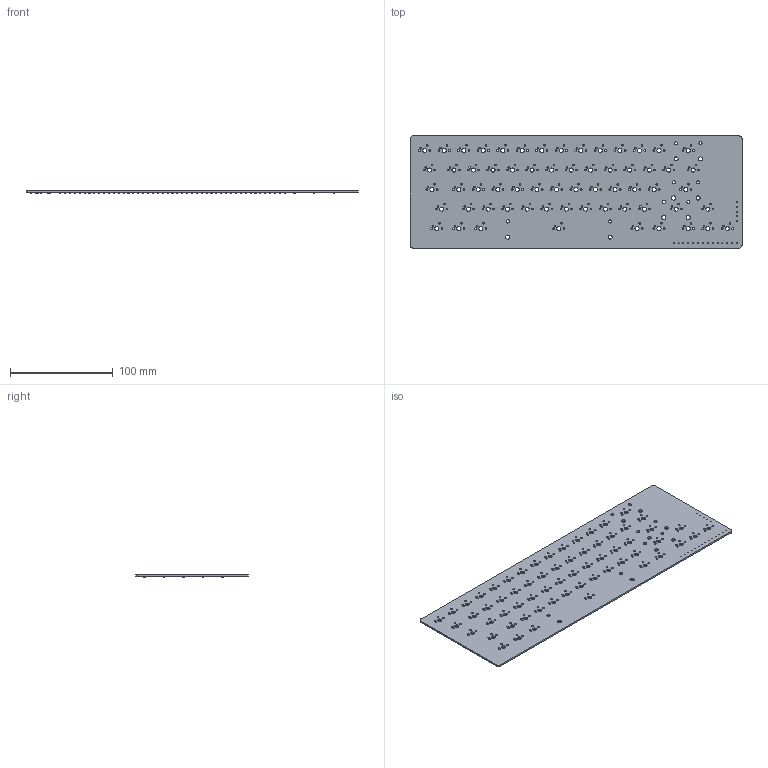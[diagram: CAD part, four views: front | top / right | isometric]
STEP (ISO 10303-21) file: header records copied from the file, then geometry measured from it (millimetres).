
FILE_DESCRIPTION(('KiCad electronic assembly'),'2;1');
FILE_NAME('keyboard.step','2025-05-06T11:41:58',('Pcbnew'),('Kicad'), 'Open CASCADE STEP processor 7.8','KiCad to STEP converter','Unknown' );
FILE_SCHEMA(('AUTOMOTIVE_DESIGN { 1 0 10303 214 1 1 1 1 }'));
Length unit declared in the file: millimetre
Products named in the file (4): keyboard 1; D_SOD-323; D_SOD_323; keyboard_PCB
Assembly tree (65 placements, depth 3):
  keyboard 1
    D_SOD-323  x63
      D_SOD_323
    keyboard_PCB
Bounding box: 323.85 x 109.54 x 2.75 mm (x, y, z)
Volume: 54512.1 mm3; surface area: 73707 mm2
Topology: 64 solids, 64 shells, 4585 faces, 10914 edges, 6520 vertices
Faces by surface type: plane 2089, bspline 1638, cylinder 858
Full cylindrical faces by diameter (mm): 1 x19, 1.5 x126, 1.7 x126, 3.05 x8, 4 x71
Entity records: 16920 total; most frequent: DIRECTION 2876, CARTESIAN_POINT 2665, ORIENTED_EDGE 2484, EDGE_CURVE 1242, AXIS2_PLACEMENT_3D 1195, FACE_BOUND 1132, EDGE_LOOP 1132, VERTEX_POINT 816
